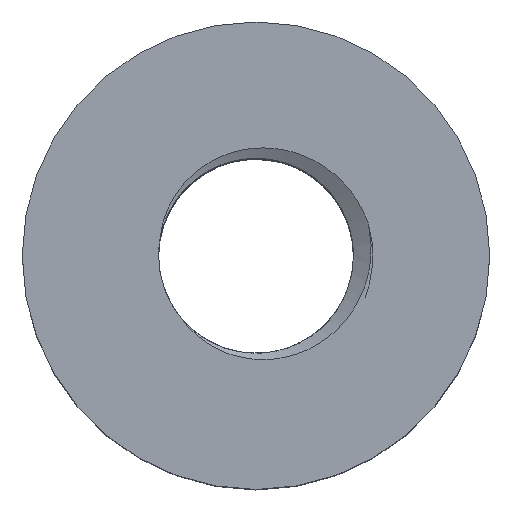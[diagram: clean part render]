
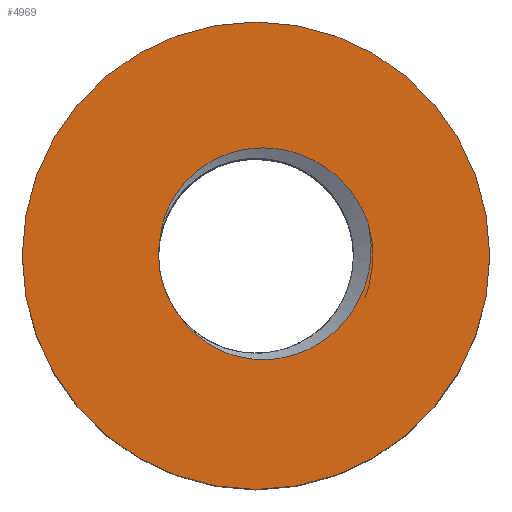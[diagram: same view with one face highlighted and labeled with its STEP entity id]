
A CAD part, top view. The second image highlights one B-rep face of the part: STEP entity #4969.
In plain terms, the highlighted planar face has unit normal (0, 0, 1).
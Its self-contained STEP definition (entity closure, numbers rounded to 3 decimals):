
#46 = EDGE_CURVE ( 'NONE', #4334, #6617, #7282, .T. ) ;
#106 = AXIS2_PLACEMENT_3D ( 'NONE', #2929, #1793, #2307 ) ;
#247 = CARTESIAN_POINT ( 'NONE',  ( -0.964, -0.796, -6.9 ) ) ;
#294 = VERTEX_POINT ( 'NONE', #4694 ) ;
#314 = CARTESIAN_POINT ( 'NONE',  ( 0., 0., -6.9 ) ) ;
#339 = EDGE_CURVE ( 'NONE', #294, #3130, #2059, .T. ) ;
#403 = EDGE_LOOP ( 'NONE', ( #5224, #2633 ) ) ;
#457 = CARTESIAN_POINT ( 'NONE',  ( 1.087, 0.986, -6.9 ) ) ;
#551 = ORIENTED_EDGE ( 'NONE', *, *, #339, .T. ) ;
#759 = CARTESIAN_POINT ( 'NONE',  ( 1.376, -0.445, -6.9 ) ) ;
#797 = CARTESIAN_POINT ( 'NONE',  ( 1.389, -0.412, -6.9 ) ) ;
#835 = CARTESIAN_POINT ( 'NONE',  ( -0.875, -0.921, -6.9 ) ) ;
#908 = CARTESIAN_POINT ( 'NONE',  ( 1.413, -0.341, -6.9 ) ) ;
#1007 = CARTESIAN_POINT ( 'NONE',  ( -0.988, 0.852, -6.9 ) ) ;
#1026 = DIRECTION ( 'NONE',  ( 0., -1., 0. ) ) ;
#1107 = CARTESIAN_POINT ( 'NONE',  ( -1.237, 0.177, -6.9 ) ) ;
#1108 = ORIENTED_EDGE ( 'NONE', *, *, #1500, .T. ) ;
#1387 = CARTESIAN_POINT ( 'NONE',  ( -0.504, -1.203, -6.9 ) ) ;
#1426 = CARTESIAN_POINT ( 'NONE',  ( 1.464, -0.123, -6.9 ) ) ;
#1500 = EDGE_CURVE ( 'NONE', #4484, #294, #4400, .T. ) ;
#1532 = ORIENTED_EDGE ( 'NONE', *, *, #3741, .T. ) ;
#1665 = CARTESIAN_POINT ( 'NONE',  ( 0.281, 1.372, -6.9 ) ) ;
#1710 = CARTESIAN_POINT ( 'NONE',  ( 0., 0., -6.9 ) ) ;
#1793 = DIRECTION ( 'NONE',  ( 0., 0., -1. ) ) ;
#1912 = CARTESIAN_POINT ( 'NONE',  ( 0.105, -1.336, -6.9 ) ) ;
#1950 = CARTESIAN_POINT ( 'NONE',  ( 0.185, -1.333, -6.9 ) ) ;
#2021 = AXIS2_PLACEMENT_3D ( 'NONE', #1710, #2882, #2299 ) ;
#2059 = B_SPLINE_CURVE_WITH_KNOTS ( 'NONE', 3,
 ( #3700, #2505, #4099, #1426, #4733, #908, #797, #759, #3586, #3547, #6947, #6906, #2422, #5370, #6359, #5840, #5804, #6987, #5921, #3007, #1950, #1912, #5295, #4175, #6441, #1387, #5879, #835, #3088 ),
 .UNSPECIFIED., .F., .F.,
 ( 4, 2, 1, 2, 2, 1, 1, 2, 2, 2, 2, 2, 2, 2, 2, 4 ),
 ( 0., 0.125, 0.187, 0.219, 0.25, 0.312, 0.344, 0.359, 0.375, 0.437, 0.5, 0.625, 0.687, 0.75, 0.875, 1. ),
 .UNSPECIFIED. ) ;
#2146 = CIRCLE ( 'NONE', #6499, 1.25 ) ;
#2155 = CARTESIAN_POINT ( 'NONE',  ( 0.089, 1.388, -6.9 ) ) ;
#2189 = CARTESIAN_POINT ( 'NONE',  ( -1.227, 0.322, -6.9 ) ) ;
#2220 = CARTESIAN_POINT ( 'NONE',  ( -0.668, 1.164, -6.9 ) ) ;
#2247 = CIRCLE ( 'NONE', #6825, 1.25 ) ;
#2299 = DIRECTION ( 'NONE',  ( 1., 0., 0. ) ) ;
#2307 = DIRECTION ( 'NONE',  ( -1., 0., 0. ) ) ;
#2362 = CARTESIAN_POINT ( 'NONE',  ( 3., 0., -6.9 ) ) ;
#2422 = CARTESIAN_POINT ( 'NONE',  ( 1.136, -0.846, -6.9 ) ) ;
#2505 = CARTESIAN_POINT ( 'NONE',  ( 1.476, 0.256, -6.9 ) ) ;
#2569 = DIRECTION ( 'NONE',  ( 0., 0., -1. ) ) ;
#2633 = ORIENTED_EDGE ( 'NONE', *, *, #2676, .F. ) ;
#2665 = CARTESIAN_POINT ( 'NONE',  ( -1.104, 0.665, -6.9 ) ) ;
#2676 = EDGE_CURVE ( 'NONE', #6617, #4334, #5181, .T. ) ;
#2702 = CARTESIAN_POINT ( 'NONE',  ( 1.304, 0.718, -6.9 ) ) ;
#2769 = CARTESIAN_POINT ( 'NONE',  ( -0.025, 1.381, -6.9 ) ) ;
#2817 = CARTESIAN_POINT ( 'NONE',  ( 0., 0., -6.9 ) ) ;
#2882 = DIRECTION ( 'NONE',  ( 0., 0., -1. ) ) ;
#2929 = CARTESIAN_POINT ( 'NONE',  ( 0., 0., -6.9 ) ) ;
#3007 = CARTESIAN_POINT ( 'NONE',  ( 0.424, -1.302, -6.9 ) ) ;
#3088 = CARTESIAN_POINT ( 'NONE',  ( -0.964, -0.796, -6.9 ) ) ;
#3130 = VERTEX_POINT ( 'NONE', #247 ) ;
#3265 = FACE_OUTER_BOUND ( 'NONE', #403, .T. ) ;
#3345 = CARTESIAN_POINT ( 'NONE',  ( -0.943, 0.909, -6.9 ) ) ;
#3547 = CARTESIAN_POINT ( 'NONE',  ( 1.275, -0.658, -6.9 ) ) ;
#3585 = DIRECTION ( 'NONE',  ( -0.771, -0.637, 0. ) ) ;
#3586 = CARTESIAN_POINT ( 'NONE',  ( 1.33, -0.554, -6.9 ) ) ;
#3700 = CARTESIAN_POINT ( 'NONE',  ( 1.444, 0.406, -6.9 ) ) ;
#3736 = CARTESIAN_POINT ( 'NONE',  ( -3., 0., -6.9 ) ) ;
#3741 = EDGE_CURVE ( 'NONE', #3130, #4721, #2247, .T. ) ;
#3757 = CARTESIAN_POINT ( 'NONE',  ( 0.318, 1.366, -6.9 ) ) ;
#3811 = DIRECTION ( 'NONE',  ( 0., 0., -1. ) ) ;
#3893 = CARTESIAN_POINT ( 'NONE',  ( 0.438, 1.343, -6.9 ) ) ;
#4099 = CARTESIAN_POINT ( 'NONE',  ( 1.485, 0.102, -6.9 ) ) ;
#4175 = CARTESIAN_POINT ( 'NONE',  ( -0.133, -1.317, -6.9 ) ) ;
#4334 = VERTEX_POINT ( 'NONE', #3736 ) ;
#4386 = CARTESIAN_POINT ( 'NONE',  ( 0.515, 1.321, -6.9 ) ) ;
#4400 = B_SPLINE_CURVE_WITH_KNOTS ( 'NONE', 3,
 ( #1107, #2189, #5500, #2665, #4451, #1007, #3345, #6085, #2220, #4910, #5534, #2769, #2155, #5601, #1665, #3757, #3893, #4386, #5464, #6016, #7150, #457, #2702, #4945, #7187 ),
 .UNSPECIFIED., .F., .F.,
 ( 4, 2, 2, 2, 2, 2, 1, 2, 2, 2, 2, 2, 4 ),
 ( 0., 0.125, 0.188, 0.25, 0.375, 0.5, 0.563, 0.594, 0.625, 0.688, 0.75, 0.875, 1. ),
 .UNSPECIFIED. ) ;
#4451 = CARTESIAN_POINT ( 'NONE',  ( -1.069, 0.73, -6.9 ) ) ;
#4469 = FACE_BOUND ( 'NONE', #5511, .T. ) ;
#4484 = VERTEX_POINT ( 'NONE', #4491 ) ;
#4491 = CARTESIAN_POINT ( 'NONE',  ( -1.237, 0.177, -6.9 ) ) ;
#4694 = CARTESIAN_POINT ( 'NONE',  ( 1.444, 0.406, -6.9 ) ) ;
#4721 = VERTEX_POINT ( 'NONE', #5734 ) ;
#4732 = DIRECTION ( 'NONE',  ( 0., 0., -1. ) ) ;
#4733 = CARTESIAN_POINT ( 'NONE',  ( 1.445, -0.233, -6.9 ) ) ;
#4798 = DIRECTION ( 'NONE',  ( -0.771, -0.637, 0. ) ) ;
#4834 = AXIS2_PLACEMENT_3D ( 'NONE', #2817, #3811, #1026 ) ;
#4910 = CARTESIAN_POINT ( 'NONE',  ( -0.397, 1.303, -6.9 ) ) ;
#4945 = CARTESIAN_POINT ( 'NONE',  ( 1.387, 0.569, -6.9 ) ) ;
#4966 = PLANE ( 'NONE',  #4834 ) ;
#4969 = ADVANCED_FACE ( 'NONE', ( #4469, #3265 ), #4966, .F. ) ;
#5181 = CIRCLE ( 'NONE', #2021, 3. ) ;
#5224 = ORIENTED_EDGE ( 'NONE', *, *, #46, .F. ) ;
#5295 = CARTESIAN_POINT ( 'NONE',  ( -0.053, -1.328, -6.9 ) ) ;
#5370 = CARTESIAN_POINT ( 'NONE',  ( 1.124, -0.86, -6.9 ) ) ;
#5464 = CARTESIAN_POINT ( 'NONE',  ( 0.667, 1.263, -6.9 ) ) ;
#5500 = CARTESIAN_POINT ( 'NONE',  ( -1.193, 0.461, -6.9 ) ) ;
#5511 = EDGE_LOOP ( 'NONE', ( #1108, #551, #1532, #6644 ) ) ;
#5534 = CARTESIAN_POINT ( 'NONE',  ( -0.253, 1.349, -6.9 ) ) ;
#5601 = CARTESIAN_POINT ( 'NONE',  ( 0.204, 1.38, -6.9 ) ) ;
#5734 = CARTESIAN_POINT ( 'NONE',  ( -1.25, 0., -6.9 ) ) ;
#5804 = CARTESIAN_POINT ( 'NONE',  ( 0.863, -1.096, -6.9 ) ) ;
#5840 = CARTESIAN_POINT ( 'NONE',  ( 0.993, -0.994, -6.9 ) ) ;
#5879 = CARTESIAN_POINT ( 'NONE',  ( -0.765, -1.028, -6.9 ) ) ;
#5921 = CARTESIAN_POINT ( 'NONE',  ( 0.576, -1.254, -6.9 ) ) ;
#6016 = CARTESIAN_POINT ( 'NONE',  ( 0.739, 1.228, -6.9 ) ) ;
#6085 = CARTESIAN_POINT ( 'NONE',  ( -0.787, 1.075, -6.9 ) ) ;
#6133 = EDGE_CURVE ( 'NONE', #4721, #4484, #2146, .T. ) ;
#6359 = CARTESIAN_POINT ( 'NONE',  ( 1.054, -0.938, -6.9 ) ) ;
#6441 = CARTESIAN_POINT ( 'NONE',  ( -0.363, -1.263, -6.9 ) ) ;
#6499 = AXIS2_PLACEMENT_3D ( 'NONE', #6946, #4732, #3585 ) ;
#6617 = VERTEX_POINT ( 'NONE', #2362 ) ;
#6644 = ORIENTED_EDGE ( 'NONE', *, *, #6133, .T. ) ;
#6825 = AXIS2_PLACEMENT_3D ( 'NONE', #314, #2569, #4798 ) ;
#6906 = CARTESIAN_POINT ( 'NONE',  ( 1.161, -0.816, -6.9 ) ) ;
#6946 = CARTESIAN_POINT ( 'NONE',  ( 0., 0., -6.9 ) ) ;
#6947 = CARTESIAN_POINT ( 'NONE',  ( 1.197, -0.77, -6.9 ) ) ;
#6987 = CARTESIAN_POINT ( 'NONE',  ( 0.792, -1.141, -6.9 ) ) ;
#7150 = CARTESIAN_POINT ( 'NONE',  ( 0.959, 1.097, -6.9 ) ) ;
#7187 = CARTESIAN_POINT ( 'NONE',  ( 1.444, 0.406, -6.9 ) ) ;
#7282 = CIRCLE ( 'NONE', #106, 3. ) ;
